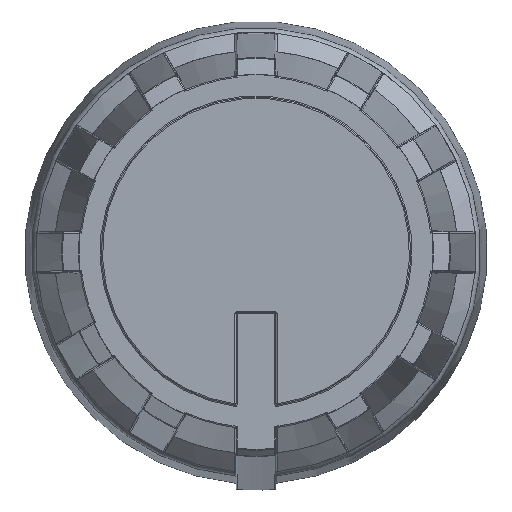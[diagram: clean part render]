
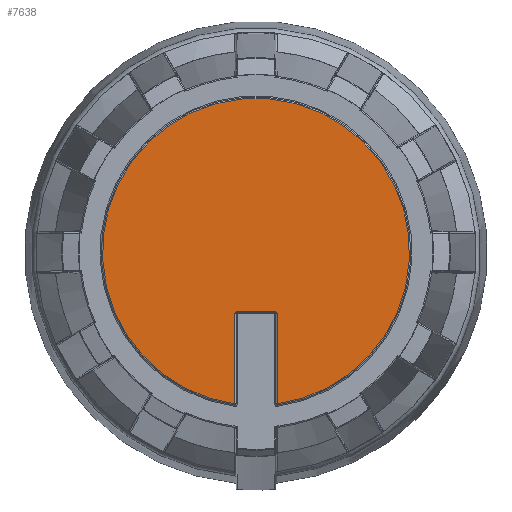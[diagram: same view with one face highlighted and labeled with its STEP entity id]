
A CAD part, top view. The second image highlights one B-rep face of the part: STEP entity #7638.
In plain terms, the highlighted face is planar.
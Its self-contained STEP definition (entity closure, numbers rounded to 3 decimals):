
#320=PLANE('',#8432);
#653=LINE('',#13763,#774);
#654=LINE('',#13767,#775);
#655=LINE('',#13770,#776);
#774=VECTOR('',#9885,1000.);
#775=VECTOR('',#9888,1000.);
#776=VECTOR('',#9891,1000.);
#1366=FACE_OUTER_BOUND('',#1948,.T.);
#1948=EDGE_LOOP('',(#5449,#5450,#5451,#5452,#5453,#5454));
#2603=CIRCLE('',#8433,0.1);
#2604=CIRCLE('',#8434,0.1);
#2605=CIRCLE('',#8435,6.3);
#3480=VERTEX_POINT('',#13759);
#3481=VERTEX_POINT('',#13760);
#3482=VERTEX_POINT('',#13762);
#3483=VERTEX_POINT('',#13764);
#3484=VERTEX_POINT('',#13766);
#3485=VERTEX_POINT('',#13768);
#4176=EDGE_CURVE('',#3480,#3481,#2603,.T.);
#4177=EDGE_CURVE('',#3480,#3482,#653,.T.);
#4178=EDGE_CURVE('',#3483,#3482,#2604,.T.);
#4179=EDGE_CURVE('',#3483,#3484,#654,.T.);
#4180=EDGE_CURVE('',#3484,#3485,#2605,.T.);
#4181=EDGE_CURVE('',#3485,#3481,#655,.T.);
#5449=ORIENTED_EDGE('',*,*,#4176,.F.);
#5450=ORIENTED_EDGE('',*,*,#4177,.T.);
#5451=ORIENTED_EDGE('',*,*,#4178,.F.);
#5452=ORIENTED_EDGE('',*,*,#4179,.T.);
#5453=ORIENTED_EDGE('',*,*,#4180,.T.);
#5454=ORIENTED_EDGE('',*,*,#4181,.T.);
#7638=ADVANCED_FACE('',(#1366),#320,.T.);
#8432=AXIS2_PLACEMENT_3D('',#13758,#9881,#9882);
#8433=AXIS2_PLACEMENT_3D('',#13761,#9883,#9884);
#8434=AXIS2_PLACEMENT_3D('',#13765,#9886,#9887);
#8435=AXIS2_PLACEMENT_3D('',#13769,#9889,#9890);
#9881=DIRECTION('center_axis',(0.,1.,0.));
#9882=DIRECTION('ref_axis',(0.,0.,1.));
#9883=DIRECTION('center_axis',(0.,1.,0.));
#9884=DIRECTION('ref_axis',(0.,0.,1.));
#9885=DIRECTION('',(1.,0.,0.));
#9886=DIRECTION('center_axis',(0.,1.,0.));
#9887=DIRECTION('ref_axis',(0.,0.,1.));
#9888=DIRECTION('',(0.,0.,1.));
#9889=DIRECTION('center_axis',(0.,1.,0.));
#9890=DIRECTION('ref_axis',(0.,0.,1.));
#9891=DIRECTION('',(0.,0.,-1.));
#13758=CARTESIAN_POINT('Origin',(0.,16.3,0.));
#13759=CARTESIAN_POINT('',(-0.77,16.3,2.447));
#13760=CARTESIAN_POINT('',(-0.87,16.3,2.547));
#13761=CARTESIAN_POINT('Origin',(-0.77,16.3,2.547));
#13762=CARTESIAN_POINT('',(0.77,16.3,2.447));
#13763=CARTESIAN_POINT('',(0.82,16.3,2.447));
#13764=CARTESIAN_POINT('',(0.87,16.3,2.547));
#13765=CARTESIAN_POINT('Origin',(0.77,16.3,2.547));
#13766=CARTESIAN_POINT('',(0.87,16.3,6.24));
#13767=CARTESIAN_POINT('',(0.87,16.3,6.297));
#13768=CARTESIAN_POINT('',(-0.87,16.3,6.24));
#13769=CARTESIAN_POINT('Origin',(0.,16.3,0.));
#13770=CARTESIAN_POINT('',(-0.87,16.3,2.497));
